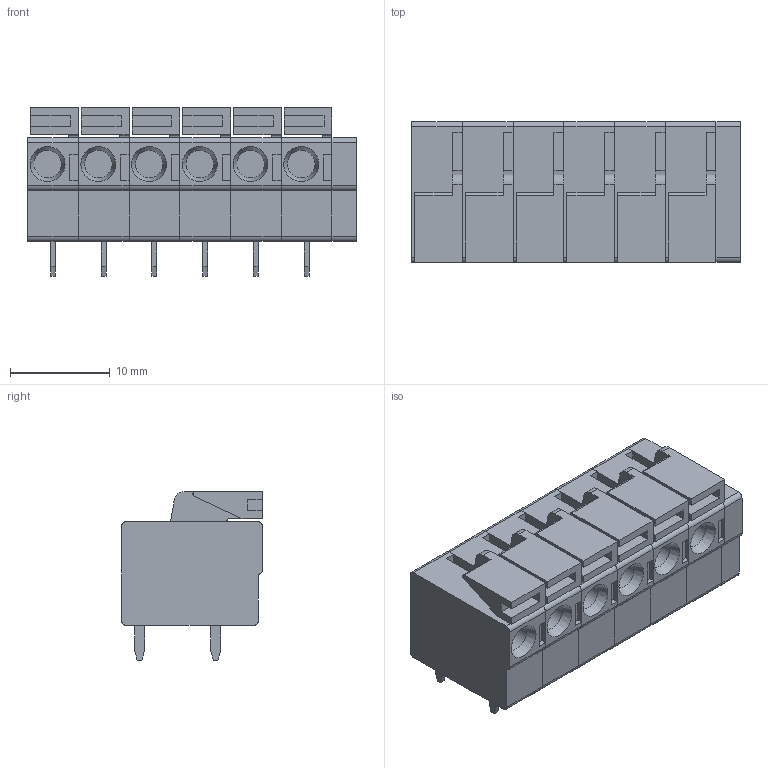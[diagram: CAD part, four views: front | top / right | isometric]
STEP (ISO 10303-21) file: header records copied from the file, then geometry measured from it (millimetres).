
FILE_DESCRIPTION(/* description */ ('STEP AP214'),/* implementation_level */ '2;1');
FILE_NAME(/* name */ '600206a1532fda1612fb9db1',/* time_stamp */ '2021-01-15T21:18:27+00:00',/* author */ (''),/* organization */ (''),/* preprocessor_version */ 'ST-DEVELOPER v18.1',/* originating_system */ ' ',/* authorisation */ ' ');
FILE_SCHEMA (('AUTOMOTIVE_DESIGN {1 0 10303 214 3 1 1}'));
Length unit declared in the file: metre
Products named in the file (19): Part 18; Part 17; Part 19; Part 15; Part 14; Part 16; Part 12; Part 11; Part 13; Part 9; Part 8; Part 10; Part 6; Part 5; Part 7; DG142R-2-5.08
Bounding box: 32.92 x 14.1 x 16.9 mm (x, y, z)
Volume: 4770.1 mm3; surface area: 5566 mm2
Topology: 19 solids, 19 shells, 342 faces, 888 edges, 590 vertices
Faces by surface type: plane 277, cylinder 59, cone 6
Full cylindrical faces by diameter (mm): 2.772 x6
Entity records: 10770 total; most frequent: CARTESIAN_POINT 1827, ORIENTED_EDGE 1752, DIRECTION 1722, EDGE_CURVE 876, LINE 752, VECTOR 752, VERTEX_POINT 590, AXIS2_PLACEMENT_3D 485
